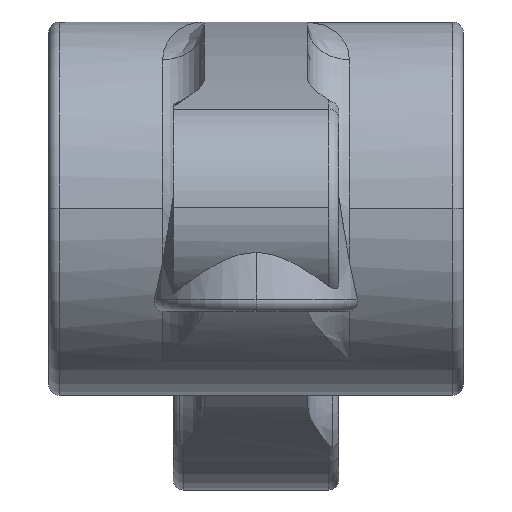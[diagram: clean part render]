
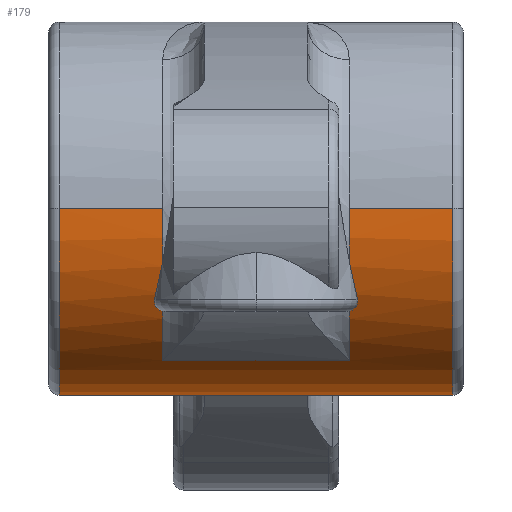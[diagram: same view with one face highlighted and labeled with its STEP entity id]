
A CAD part, top view. The second image highlights one B-rep face of the part: STEP entity #179.
In plain terms, the highlighted cylindrical face has radius 9 mm (diameter 18 mm), a partial arc.
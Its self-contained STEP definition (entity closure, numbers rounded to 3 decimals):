
#37 = ORIENTED_EDGE ( 'NONE', *, *, #1962, .T. ) ;
#39 = LINE ( 'NONE', #817, #2306 ) ;
#48 = VERTEX_POINT ( 'NONE', #1541 ) ;
#71 = VERTEX_POINT ( 'NONE', #134 ) ;
#72 = CARTESIAN_POINT ( 'NONE',  ( 10., 0., -9. ) ) ;
#134 = CARTESIAN_POINT ( 'NONE',  ( 9.5, 0., 9. ) ) ;
#179 = ADVANCED_FACE ( 'NONE', ( #180 ), #766, .T. ) ;
#180 = FACE_OUTER_BOUND ( 'NONE', #1256, .T. ) ;
#220 = AXIS2_PLACEMENT_3D ( 'NONE', #2407, #864, #494 ) ;
#234 = VERTEX_POINT ( 'NONE', #1411 ) ;
#246 = VERTEX_POINT ( 'NONE', #1004 ) ;
#251 = EDGE_CURVE ( 'NONE', #2208, #442, #397, .T. ) ;
#331 = CARTESIAN_POINT ( 'NONE',  ( -9.5, 0., -9. ) ) ;
#337 = CARTESIAN_POINT ( 'NONE',  ( 9.5, 0., 0. ) ) ;
#397 = CIRCLE ( 'NONE', #911, 9. ) ;
#401 = VERTEX_POINT ( 'NONE', #2391 ) ;
#404 = CARTESIAN_POINT ( 'NONE',  ( -9.5, 0., 0. ) ) ;
#406 = EDGE_CURVE ( 'NONE', #1992, #1042, #1723, .T. ) ;
#442 = VERTEX_POINT ( 'NONE', #331 ) ;
#452 = VERTEX_POINT ( 'NONE', #720 ) ;
#455 = EDGE_CURVE ( 'NONE', #543, #1992, #1671, .T. ) ;
#494 = DIRECTION ( 'NONE',  ( 0., 0., -1. ) ) ;
#532 = VERTEX_POINT ( 'NONE', #1738 ) ;
#543 = VERTEX_POINT ( 'NONE', #2325 ) ;
#562 = ORIENTED_EDGE ( 'NONE', *, *, #2213, .T. ) ;
#599 = DIRECTION ( 'NONE',  ( 0., 0., -1. ) ) ;
#605 = CARTESIAN_POINT ( 'NONE',  ( 10., 0., 9. ) ) ;
#643 = CIRCLE ( 'NONE', #966, 9. ) ;
#654 = ORIENTED_EDGE ( 'NONE', *, *, #741, .T. ) ;
#658 = CARTESIAN_POINT ( 'NONE',  ( -4.5, 0., 0. ) ) ;
#688 = DIRECTION ( 'NONE',  ( 0., 0., -1. ) ) ;
#691 = ORIENTED_EDGE ( 'NONE', *, *, #1639, .T. ) ;
#693 = ORIENTED_EDGE ( 'NONE', *, *, #406, .T. ) ;
#696 = CIRCLE ( 'NONE', #2111, 9. ) ;
#720 = CARTESIAN_POINT ( 'NONE',  ( 9.5, 0., -9. ) ) ;
#741 = EDGE_CURVE ( 'NONE', #71, #401, #2337, .T. ) ;
#756 = EDGE_CURVE ( 'NONE', #401, #543, #643, .T. ) ;
#766 = CYLINDRICAL_SURFACE ( 'NONE', #2216, 9. ) ;
#808 = ORIENTED_EDGE ( 'NONE', *, *, #756, .T. ) ;
#813 = ORIENTED_EDGE ( 'NONE', *, *, #1651, .F. ) ;
#817 = CARTESIAN_POINT ( 'NONE',  ( 2.5, -8.095, -3.933 ) ) ;
#864 = DIRECTION ( 'NONE',  ( -1., 0., 0. ) ) ;
#865 = CIRCLE ( 'NONE', #2462, 9. ) ;
#911 = AXIS2_PLACEMENT_3D ( 'NONE', #404, #1980, #2345 ) ;
#934 = CARTESIAN_POINT ( 'NONE',  ( 10., 0., -9. ) ) ;
#937 = EDGE_CURVE ( 'NONE', #246, #442, #1153, .T. ) ;
#961 = DIRECTION ( 'NONE',  ( 1., 0., 0. ) ) ;
#966 = AXIS2_PLACEMENT_3D ( 'NONE', #2485, #961, #1369 ) ;
#1004 = CARTESIAN_POINT ( 'NONE',  ( -4.5, 0., -9. ) ) ;
#1028 = ORIENTED_EDGE ( 'NONE', *, *, #455, .T. ) ;
#1042 = VERTEX_POINT ( 'NONE', #1558 ) ;
#1043 = DIRECTION ( 'NONE',  ( -1., 0., 0. ) ) ;
#1054 = ORIENTED_EDGE ( 'NONE', *, *, #937, .F. ) ;
#1080 = VECTOR ( 'NONE', #1383, 1000. ) ;
#1113 = VECTOR ( 'NONE', #1691, 1000. ) ;
#1153 = LINE ( 'NONE', #934, #1809 ) ;
#1193 = CARTESIAN_POINT ( 'NONE',  ( 4.5, 0., 0. ) ) ;
#1256 = EDGE_LOOP ( 'NONE', ( #813, #1921, #654, #808, #1028, #693, #562, #1336, #1054, #691, #1544, #37 ) ) ;
#1336 = ORIENTED_EDGE ( 'NONE', *, *, #251, .T. ) ;
#1360 = LINE ( 'NONE', #1559, #1548 ) ;
#1365 = AXIS2_PLACEMENT_3D ( 'NONE', #658, #1820, #1489 ) ;
#1369 = DIRECTION ( 'NONE',  ( 0., 0., -1. ) ) ;
#1383 = DIRECTION ( 'NONE',  ( -1., 0., 0. ) ) ;
#1404 = EDGE_CURVE ( 'NONE', #452, #71, #696, .T. ) ;
#1411 = CARTESIAN_POINT ( 'NONE',  ( 4.5, -8.095, -3.933 ) ) ;
#1451 = LINE ( 'NONE', #72, #1710 ) ;
#1489 = DIRECTION ( 'NONE',  ( 0., 0., -1. ) ) ;
#1506 = CIRCLE ( 'NONE', #220, 9. ) ;
#1507 = CARTESIAN_POINT ( 'NONE',  ( 10., 0., 0. ) ) ;
#1541 = CARTESIAN_POINT ( 'NONE',  ( -4.5, -8.095, -3.933 ) ) ;
#1544 = ORIENTED_EDGE ( 'NONE', *, *, #2437, .F. ) ;
#1548 = VECTOR ( 'NONE', #2490, 1000. ) ;
#1558 = CARTESIAN_POINT ( 'NONE',  ( -4.5, 0., 9. ) ) ;
#1559 = CARTESIAN_POINT ( 'NONE',  ( 10., 0., 9. ) ) ;
#1639 = EDGE_CURVE ( 'NONE', #246, #48, #1506, .T. ) ;
#1651 = EDGE_CURVE ( 'NONE', #452, #532, #1451, .T. ) ;
#1671 = LINE ( 'NONE', #1870, #1113 ) ;
#1691 = DIRECTION ( 'NONE',  ( -1., 0., 0. ) ) ;
#1710 = VECTOR ( 'NONE', #2038, 1000. ) ;
#1723 = CIRCLE ( 'NONE', #1365, 9. ) ;
#1738 = CARTESIAN_POINT ( 'NONE',  ( 4.5, 0., -9. ) ) ;
#1788 = DIRECTION ( 'NONE',  ( 1., 0., 0. ) ) ;
#1809 = VECTOR ( 'NONE', #1850, 1000. ) ;
#1820 = DIRECTION ( 'NONE',  ( -1., 0., 0. ) ) ;
#1850 = DIRECTION ( 'NONE',  ( -1., 0., 0. ) ) ;
#1870 = CARTESIAN_POINT ( 'NONE',  ( 2.5, -7.332, 5.22 ) ) ;
#1921 = ORIENTED_EDGE ( 'NONE', *, *, #1404, .T. ) ;
#1962 = EDGE_CURVE ( 'NONE', #234, #532, #865, .T. ) ;
#1974 = CARTESIAN_POINT ( 'NONE',  ( -4.5, -7.332, 5.22 ) ) ;
#1980 = DIRECTION ( 'NONE',  ( 1., 0., 0. ) ) ;
#1992 = VERTEX_POINT ( 'NONE', #1974 ) ;
#2038 = DIRECTION ( 'NONE',  ( -1., 0., 0. ) ) ;
#2055 = CARTESIAN_POINT ( 'NONE',  ( -9.5, 0., 9. ) ) ;
#2075 = DIRECTION ( 'NONE',  ( -1., 0., 0. ) ) ;
#2111 = AXIS2_PLACEMENT_3D ( 'NONE', #337, #2408, #688 ) ;
#2208 = VERTEX_POINT ( 'NONE', #2055 ) ;
#2213 = EDGE_CURVE ( 'NONE', #1042, #2208, #1360, .T. ) ;
#2216 = AXIS2_PLACEMENT_3D ( 'NONE', #1507, #2075, #2301 ) ;
#2301 = DIRECTION ( 'NONE',  ( 0., 0., 1. ) ) ;
#2306 = VECTOR ( 'NONE', #1043, 1000. ) ;
#2325 = CARTESIAN_POINT ( 'NONE',  ( 4.5, -7.332, 5.22 ) ) ;
#2337 = LINE ( 'NONE', #605, #1080 ) ;
#2345 = DIRECTION ( 'NONE',  ( 0., 0., -1. ) ) ;
#2391 = CARTESIAN_POINT ( 'NONE',  ( 4.5, 0., 9. ) ) ;
#2407 = CARTESIAN_POINT ( 'NONE',  ( -4.5, 0., 0. ) ) ;
#2408 = DIRECTION ( 'NONE',  ( -1., 0., 0. ) ) ;
#2437 = EDGE_CURVE ( 'NONE', #234, #48, #39, .T. ) ;
#2462 = AXIS2_PLACEMENT_3D ( 'NONE', #1193, #1788, #599 ) ;
#2485 = CARTESIAN_POINT ( 'NONE',  ( 4.5, 0., 0. ) ) ;
#2490 = DIRECTION ( 'NONE',  ( -1., 0., 0. ) ) ;
